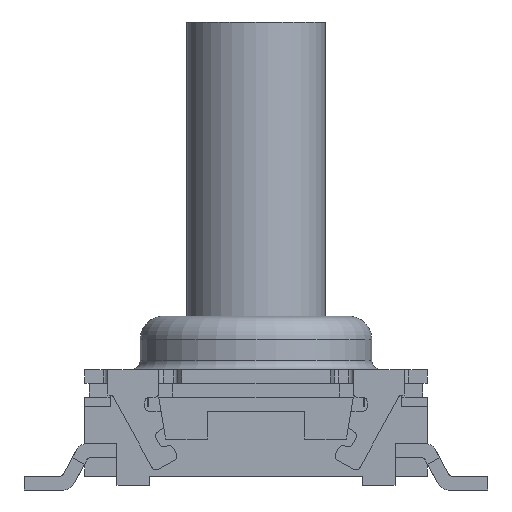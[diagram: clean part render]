
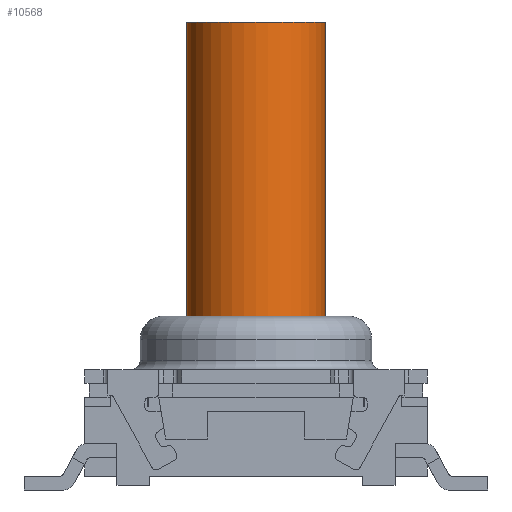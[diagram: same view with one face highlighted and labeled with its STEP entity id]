
A CAD part, front view. The second image highlights one B-rep face of the part: STEP entity #10568.
In plain terms, the highlighted cylindrical face has radius 1.5 mm (diameter 3 mm), a full revolution.
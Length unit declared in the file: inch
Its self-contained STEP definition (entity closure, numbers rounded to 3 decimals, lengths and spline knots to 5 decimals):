
#10541=CARTESIAN_POINT('',(0.0,0.0,0.11093));
#10542=DIRECTION('',(0.0,0.0,1.0));
#10543=DIRECTION('',(1.0,0.0,0.0));
#10544=AXIS2_PLACEMENT_3D('',#10541,#10542,#10543);
#10545=CYLINDRICAL_SURFACE('',#10544,0.05906);
#10546=CARTESIAN_POINT('',(0.05906,0.,0.38583));
#10547=VERTEX_POINT('',#10546);
#10548=CARTESIAN_POINT('',(0.0,0.0,0.38583));
#10549=DIRECTION('',(0.0,0.0,-1.0));
#10550=DIRECTION('',(-1.0,0.0,0.0));
#10551=AXIS2_PLACEMENT_3D('',#10548,#10549,#10550);
#10552=CIRCLE('',#10551,0.05906);
#10553=EDGE_CURVE('',#10547,#10547,#10552,.T.);
#10554=ORIENTED_EDGE('',*,*,#10553,.T.);
#10555=EDGE_LOOP('',(#10554));
#10556=FACE_OUTER_BOUND('',#10555,.T.);
#10557=CARTESIAN_POINT('',(0.05906,0.,0.12402));
#10558=VERTEX_POINT('',#10557);
#10559=CARTESIAN_POINT('',(0.0,0.0,0.12402));
#10560=DIRECTION('',(0.0,0.0,-1.0));
#10561=DIRECTION('',(-1.0,0.0,0.0));
#10562=AXIS2_PLACEMENT_3D('',#10559,#10560,#10561);
#10563=CIRCLE('',#10562,0.05906);
#10564=EDGE_CURVE('',#10558,#10558,#10563,.T.);
#10565=ORIENTED_EDGE('',*,*,#10564,.F.);
#10566=EDGE_LOOP('',(#10565));
#10567=FACE_BOUND('',#10566,.T.);
#10568=ADVANCED_FACE('',(#10556,#10567),#10545,.T.);
